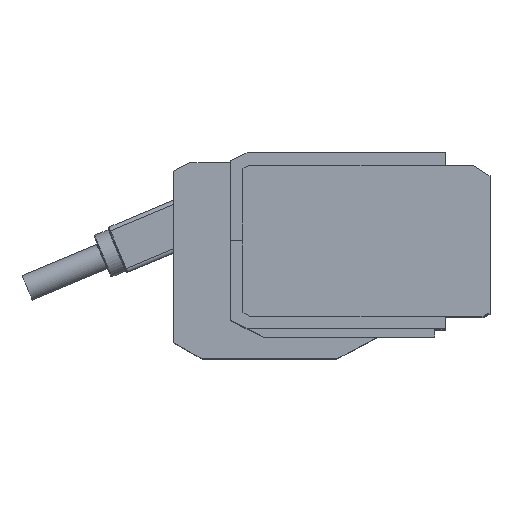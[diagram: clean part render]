
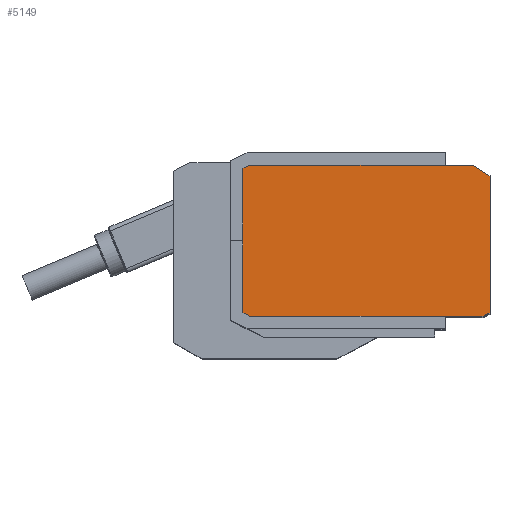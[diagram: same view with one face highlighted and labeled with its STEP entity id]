
A CAD part, top view. The second image highlights one B-rep face of the part: STEP entity #5149.
In plain terms, the highlighted planar face has unit normal (0, 0, 1).
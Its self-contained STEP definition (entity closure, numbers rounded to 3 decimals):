
#50 = VERTEX_POINT ( 'NONE', #9120 ) ;
#312 = LINE ( 'NONE', #12620, #6394 ) ;
#562 = PLANE ( 'NONE',  #4897 ) ;
#1324 = DIRECTION ( 'NONE',  ( -1., 0., 0. ) ) ;
#1444 = CARTESIAN_POINT ( 'NONE',  ( -14., 40., 245. ) ) ;
#1598 = VECTOR ( 'NONE', #10586, 1000. ) ;
#1681 = LINE ( 'NONE', #1444, #11177 ) ;
#1843 = LINE ( 'NONE', #19435, #4008 ) ;
#2978 = VERTEX_POINT ( 'NONE', #10975 ) ;
#3203 = VECTOR ( 'NONE', #6659, 1000. ) ;
#4008 = VECTOR ( 'NONE', #8982, 1000. ) ;
#4168 = LINE ( 'NONE', #22234, #16901 ) ;
#4505 = EDGE_CURVE ( 'NONE', #15289, #50, #10250, .T. ) ;
#4624 = DIRECTION ( 'NONE',  ( -0.894, -0.447, 0. ) ) ;
#4897 = AXIS2_PLACEMENT_3D ( 'NONE', #9816, #11352, #20267 ) ;
#5063 = VERTEX_POINT ( 'NONE', #12869 ) ;
#5080 = EDGE_CURVE ( 'Edge10', #2978, #18505, #18158, .T. ) ;
#5093 = ORIENTED_EDGE ( 'NONE', *, *, #5517, .T. ) ;
#5149 = ADVANCED_FACE ( 'Face9', ( #16852 ), #562, .F. ) ;
#5327 = ORIENTED_EDGE ( 'NONE', *, *, #5080, .T. ) ;
#5422 = EDGE_CURVE ( 'NONE', #21663, #20061, #312, .T. ) ;
#5426 = CARTESIAN_POINT ( 'NONE',  ( -61.792, 3., 245. ) ) ;
#5515 = VERTEX_POINT ( 'NONE', #7575 ) ;
#5517 = EDGE_CURVE ( 'NONE', #18505, #5063, #4168, .T. ) ;
#5601 = VECTOR ( 'NONE', #6420, 1000. ) ;
#5871 = CARTESIAN_POINT ( 'NONE',  ( -3., 37.324, 245. ) ) ;
#5928 = DIRECTION ( 'NONE',  ( -0.852, 0.524, 0. ) ) ;
#6394 = VECTOR ( 'NONE', #12731, 1000. ) ;
#6420 = DIRECTION ( 'NONE',  ( 0.894, -0.447, 0. ) ) ;
#6659 = DIRECTION ( 'NONE',  ( -1., 0., 0. ) ) ;
#7025 = CARTESIAN_POINT ( 'NONE',  ( -3., 37.324, 245. ) ) ;
#7203 = ORIENTED_EDGE ( 'NONE', *, *, #4505, .T. ) ;
#7271 = EDGE_CURVE ( 'Edge78', #7616, #21663, #8239, .T. ) ;
#7425 = VECTOR ( 'NONE', #22216, 1000. ) ;
#7575 = CARTESIAN_POINT ( 'NONE',  ( -14., 40., 245. ) ) ;
#7616 = VERTEX_POINT ( 'NONE', #17665 ) ;
#8239 = LINE ( 'NONE', #5426, #1598 ) ;
#8982 = DIRECTION ( 'NONE',  ( 0., -1., 0. ) ) ;
#9120 = CARTESIAN_POINT ( 'NONE',  ( -63.5, 39.146, 245. ) ) ;
#9197 = ORIENTED_EDGE ( 'NONE', *, *, #16108, .T. ) ;
#9309 = CARTESIAN_POINT ( 'NONE',  ( -3., 3.854, 245. ) ) ;
#9816 = CARTESIAN_POINT ( 'NONE',  ( 0., 0., 245. ) ) ;
#10250 = LINE ( 'NONE', #15184, #22877 ) ;
#10586 = DIRECTION ( 'NONE',  ( 1., 0., 0. ) ) ;
#10975 = CARTESIAN_POINT ( 'NONE',  ( -3., 3.854, 245. ) ) ;
#11177 = VECTOR ( 'NONE', #1324, 1000. ) ;
#11352 = DIRECTION ( 'NONE',  ( 0., 0., -1. ) ) ;
#11595 = CARTESIAN_POINT ( 'NONE',  ( -4.708, 3., 245. ) ) ;
#12419 = DIRECTION ( 'NONE',  ( 0., 1., 0. ) ) ;
#12620 = CARTESIAN_POINT ( 'NONE',  ( -61.792, 3., 245. ) ) ;
#12731 = DIRECTION ( 'NONE',  ( 1., 0., 0. ) ) ;
#12869 = CARTESIAN_POINT ( 'NONE',  ( -7.349, 40., 245. ) ) ;
#13094 = EDGE_LOOP ( 'NONE', ( #5093, #14775, #15515, #7203, #9197, #17688, #14779, #15413, #22404, #5327 ) ) ;
#13447 = LINE ( 'NONE', #22038, #5601 ) ;
#13806 = LINE ( 'NONE', #22729, #3203 ) ;
#14156 = EDGE_CURVE ( 'NONE', #5063, #5515, #13806, .T. ) ;
#14775 = ORIENTED_EDGE ( 'NONE', *, *, #14156, .T. ) ;
#14779 = ORIENTED_EDGE ( 'NONE', *, *, #7271, .T. ) ;
#15054 = LINE ( 'NONE', #9309, #7425 ) ;
#15184 = CARTESIAN_POINT ( 'NONE',  ( -61.792, 40., 245. ) ) ;
#15289 = VERTEX_POINT ( 'NONE', #21375 ) ;
#15413 = ORIENTED_EDGE ( 'NONE', *, *, #5422, .T. ) ;
#15515 = ORIENTED_EDGE ( 'NONE', *, *, #18352, .T. ) ;
#16108 = EDGE_CURVE ( 'NONE', #50, #19409, #1843, .T. ) ;
#16852 = FACE_OUTER_BOUND ( 'NONE', #13094, .T. ) ;
#16901 = VECTOR ( 'NONE', #5928, 1000. ) ;
#17644 = VECTOR ( 'NONE', #12419, 1000. ) ;
#17665 = CARTESIAN_POINT ( 'NONE',  ( -61.792, 3., 245. ) ) ;
#17688 = ORIENTED_EDGE ( 'NONE', *, *, #22756, .T. ) ;
#17855 = CARTESIAN_POINT ( 'NONE',  ( -63.5, 3.854, 245. ) ) ;
#18158 = LINE ( 'NONE', #7025, #17644 ) ;
#18352 = EDGE_CURVE ( 'Edge85', #5515, #15289, #1681, .T. ) ;
#18505 = VERTEX_POINT ( 'NONE', #5871 ) ;
#19409 = VERTEX_POINT ( 'NONE', #17855 ) ;
#19435 = CARTESIAN_POINT ( 'NONE',  ( -63.5, 39.146, 245. ) ) ;
#20061 = VERTEX_POINT ( 'NONE', #11595 ) ;
#20267 = DIRECTION ( 'NONE',  ( -1., 0., 0. ) ) ;
#20402 = EDGE_CURVE ( 'NONE', #20061, #2978, #15054, .T. ) ;
#21375 = CARTESIAN_POINT ( 'NONE',  ( -61.792, 40., 245. ) ) ;
#21663 = VERTEX_POINT ( 'NONE', #21986 ) ;
#21986 = CARTESIAN_POINT ( 'NONE',  ( -14., 3., 245. ) ) ;
#22038 = CARTESIAN_POINT ( 'NONE',  ( -63.5, 3.854, 245. ) ) ;
#22216 = DIRECTION ( 'NONE',  ( 0.894, 0.447, 0. ) ) ;
#22234 = CARTESIAN_POINT ( 'NONE',  ( -7.349, 40., 245. ) ) ;
#22404 = ORIENTED_EDGE ( 'NONE', *, *, #20402, .T. ) ;
#22729 = CARTESIAN_POINT ( 'NONE',  ( -14., 40., 245. ) ) ;
#22756 = EDGE_CURVE ( 'NONE', #19409, #7616, #13447, .T. ) ;
#22877 = VECTOR ( 'NONE', #4624, 1000. ) ;
